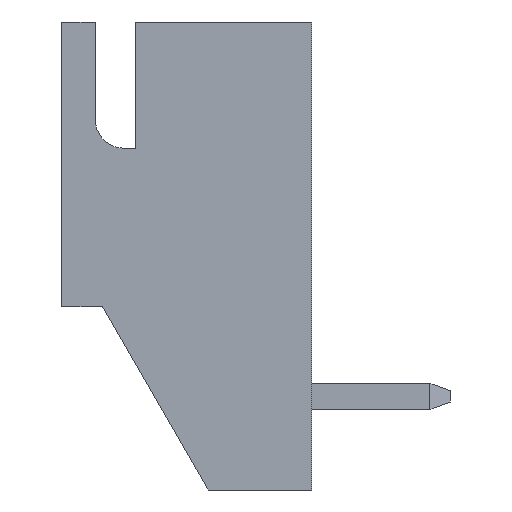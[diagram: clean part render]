
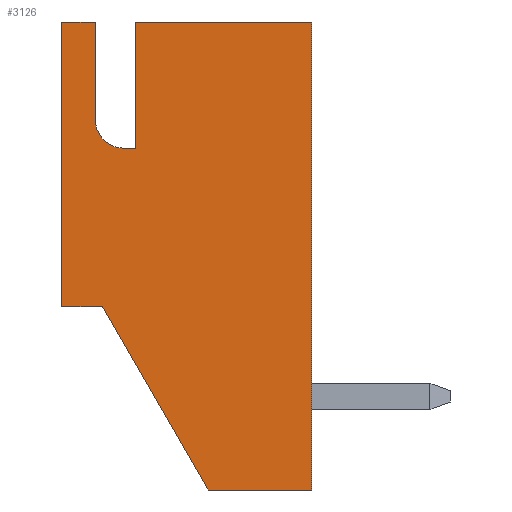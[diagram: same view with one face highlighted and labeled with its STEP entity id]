
A CAD part, left-side view. The second image highlights one B-rep face of the part: STEP entity #3126.
In plain terms, the highlighted planar face has unit normal (-1, 0, 0).
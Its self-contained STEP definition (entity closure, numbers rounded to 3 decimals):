
#25 = ORIENTED_EDGE ( 'NONE', *, *, #1462, .F. ) ;
#39 = DIRECTION ( 'NONE',  ( 0., 0., -1. ) ) ;
#68 = LINE ( 'NONE', #949, #3233 ) ;
#109 = CARTESIAN_POINT ( 'NONE',  ( -4.95, 4.325, 2.65 ) ) ;
#171 = LINE ( 'NONE', #1071, #2790 ) ;
#239 = VERTEX_POINT ( 'NONE', #2711 ) ;
#286 = VERTEX_POINT ( 'NONE', #2457 ) ;
#291 = DIRECTION ( 'NONE',  ( 0., 0.5, 0.866 ) ) ;
#310 = LINE ( 'NONE', #2435, #1158 ) ;
#350 = EDGE_CURVE ( 'NONE', #286, #2738, #684, .T. ) ;
#419 = ORIENTED_EDGE ( 'NONE', *, *, #3579, .F. ) ;
#528 = AXIS2_PLACEMENT_3D ( 'NONE', #1516, #3027, #3315 ) ;
#556 = VERTEX_POINT ( 'NONE', #2362 ) ;
#593 = DIRECTION ( 'NONE',  ( 0., -1., 0. ) ) ;
#595 = VECTOR ( 'NONE', #3788, 1000. ) ;
#604 = LINE ( 'NONE', #3874, #1786 ) ;
#684 = LINE ( 'NONE', #1921, #1465 ) ;
#703 = LINE ( 'NONE', #1673, #3271 ) ;
#750 = EDGE_CURVE ( 'NONE', #556, #1401, #1633, .T. ) ;
#789 = LINE ( 'NONE', #3650, #852 ) ;
#804 = DIRECTION ( 'NONE',  ( 0., -1., 0. ) ) ;
#852 = VECTOR ( 'NONE', #593, 1000. ) ;
#874 = VERTEX_POINT ( 'NONE', #2872 ) ;
#913 = ORIENTED_EDGE ( 'NONE', *, *, #1437, .T. ) ;
#915 = AXIS2_PLACEMENT_3D ( 'NONE', #1853, #2741, #2391 ) ;
#949 = CARTESIAN_POINT ( 'NONE',  ( -4.95, 6.15, -1.25 ) ) ;
#1071 = CARTESIAN_POINT ( 'NONE',  ( -4.95, 5.325, 5.75 ) ) ;
#1125 = CARTESIAN_POINT ( 'NONE',  ( -4.95, 4.325, 5.75 ) ) ;
#1158 = VECTOR ( 'NONE', #39, 1000. ) ;
#1161 = EDGE_LOOP ( 'NONE', ( #1622, #419, #1878, #913, #2401, #3779, #3023, #2405, #25, #1872, #3069 ) ) ;
#1204 = FACE_OUTER_BOUND ( 'NONE', #1161, .T. ) ;
#1320 = CARTESIAN_POINT ( 'NONE',  ( -4.95, 4.625, 2.65 ) ) ;
#1375 = CARTESIAN_POINT ( 'NONE',  ( -4.95, 4.325, 5.75 ) ) ;
#1401 = VERTEX_POINT ( 'NONE', #3891 ) ;
#1437 = EDGE_CURVE ( 'NONE', #2905, #2991, #3477, .T. ) ;
#1462 = EDGE_CURVE ( 'NONE', #2738, #3022, #604, .T. ) ;
#1465 = VECTOR ( 'NONE', #3077, 1000. ) ;
#1516 = CARTESIAN_POINT ( 'NONE',  ( -4.95, 4.625, 3.35 ) ) ;
#1616 = EDGE_CURVE ( 'NONE', #556, #2991, #171, .T. ) ;
#1622 = ORIENTED_EDGE ( 'NONE', *, *, #3376, .F. ) ;
#1633 = LINE ( 'NONE', #3720, #3866 ) ;
#1673 = CARTESIAN_POINT ( 'NONE',  ( -4.95, 6.15, -1.25 ) ) ;
#1679 = EDGE_CURVE ( 'NONE', #2905, #3692, #1746, .T. ) ;
#1746 = LINE ( 'NONE', #2381, #3744 ) ;
#1786 = VECTOR ( 'NONE', #291, 1000. ) ;
#1831 = DIRECTION ( 'NONE',  ( 0., 0., -1. ) ) ;
#1846 = EDGE_CURVE ( 'NONE', #1401, #239, #68, .T. ) ;
#1853 = CARTESIAN_POINT ( 'NONE',  ( -4.95, 6.15, 5.75 ) ) ;
#1872 = ORIENTED_EDGE ( 'NONE', *, *, #350, .F. ) ;
#1878 = ORIENTED_EDGE ( 'NONE', *, *, #1679, .F. ) ;
#1921 = CARTESIAN_POINT ( 'NONE',  ( -4.95, 6.15, -5.75 ) ) ;
#2327 = EDGE_CURVE ( 'NONE', #239, #3022, #703, .T. ) ;
#2362 = CARTESIAN_POINT ( 'NONE',  ( -4.95, 5.325, 5.75 ) ) ;
#2381 = CARTESIAN_POINT ( 'NONE',  ( -4.95, 6.15, 2.65 ) ) ;
#2391 = DIRECTION ( 'NONE',  ( 0., 0., -1. ) ) ;
#2401 = ORIENTED_EDGE ( 'NONE', *, *, #1616, .F. ) ;
#2405 = ORIENTED_EDGE ( 'NONE', *, *, #2327, .T. ) ;
#2435 = CARTESIAN_POINT ( 'NONE',  ( -4.95, 0., 5.75 ) ) ;
#2457 = CARTESIAN_POINT ( 'NONE',  ( -4.95, 0., -5.75 ) ) ;
#2577 = CARTESIAN_POINT ( 'NONE',  ( -4.95, 5.325, 3.35 ) ) ;
#2711 = CARTESIAN_POINT ( 'NONE',  ( -4.95, 6.15, -1.25 ) ) ;
#2738 = VERTEX_POINT ( 'NONE', #2778 ) ;
#2741 = DIRECTION ( 'NONE',  ( 1., 0., 0. ) ) ;
#2742 = DIRECTION ( 'NONE',  ( 0., 0., -1. ) ) ;
#2746 = EDGE_CURVE ( 'NONE', #874, #286, #310, .T. ) ;
#2778 = CARTESIAN_POINT ( 'NONE',  ( -4.95, 2.552, -5.75 ) ) ;
#2788 = DIRECTION ( 'NONE',  ( 0., -1., 0. ) ) ;
#2790 = VECTOR ( 'NONE', #2742, 1000. ) ;
#2836 = DIRECTION ( 'NONE',  ( 0., 1., 0. ) ) ;
#2872 = CARTESIAN_POINT ( 'NONE',  ( -4.95, 0., 5.75 ) ) ;
#2905 = VERTEX_POINT ( 'NONE', #1320 ) ;
#2959 = VERTEX_POINT ( 'NONE', #1125 ) ;
#2991 = VERTEX_POINT ( 'NONE', #2577 ) ;
#3009 = PLANE ( 'NONE',  #915 ) ;
#3022 = VERTEX_POINT ( 'NONE', #3789 ) ;
#3023 = ORIENTED_EDGE ( 'NONE', *, *, #1846, .T. ) ;
#3027 = DIRECTION ( 'NONE',  ( 1., 0., 0. ) ) ;
#3069 = ORIENTED_EDGE ( 'NONE', *, *, #2746, .F. ) ;
#3077 = DIRECTION ( 'NONE',  ( 0., 1., 0. ) ) ;
#3126 = ADVANCED_FACE ( 'NONE', ( #1204 ), #3009, .F. ) ;
#3233 = VECTOR ( 'NONE', #1831, 1000. ) ;
#3271 = VECTOR ( 'NONE', #2788, 1000. ) ;
#3315 = DIRECTION ( 'NONE',  ( 0., 0., -1. ) ) ;
#3376 = EDGE_CURVE ( 'NONE', #2959, #874, #789, .T. ) ;
#3477 = CIRCLE ( 'NONE', #528, 0.7 ) ;
#3579 = EDGE_CURVE ( 'NONE', #3692, #2959, #3872, .T. ) ;
#3650 = CARTESIAN_POINT ( 'NONE',  ( -4.95, 6.15, 5.75 ) ) ;
#3692 = VERTEX_POINT ( 'NONE', #109 ) ;
#3720 = CARTESIAN_POINT ( 'NONE',  ( -4.95, 6.15, 5.75 ) ) ;
#3744 = VECTOR ( 'NONE', #804, 1000. ) ;
#3779 = ORIENTED_EDGE ( 'NONE', *, *, #750, .T. ) ;
#3788 = DIRECTION ( 'NONE',  ( 0., 0., 1. ) ) ;
#3789 = CARTESIAN_POINT ( 'NONE',  ( -4.95, 5.15, -1.25 ) ) ;
#3866 = VECTOR ( 'NONE', #2836, 1000. ) ;
#3872 = LINE ( 'NONE', #1375, #595 ) ;
#3874 = CARTESIAN_POINT ( 'NONE',  ( -4.95, 2.552, -5.75 ) ) ;
#3891 = CARTESIAN_POINT ( 'NONE',  ( -4.95, 6.15, 5.75 ) ) ;
